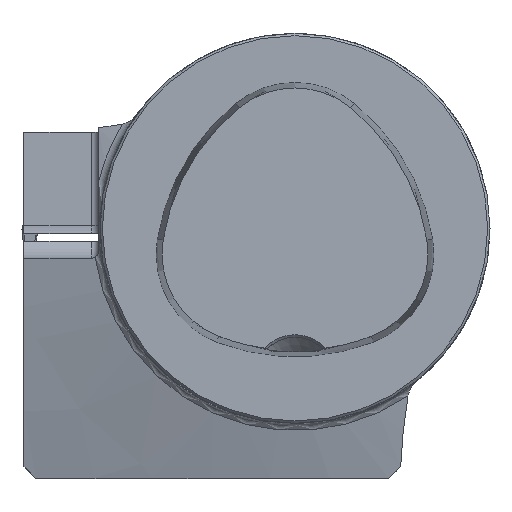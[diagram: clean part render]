
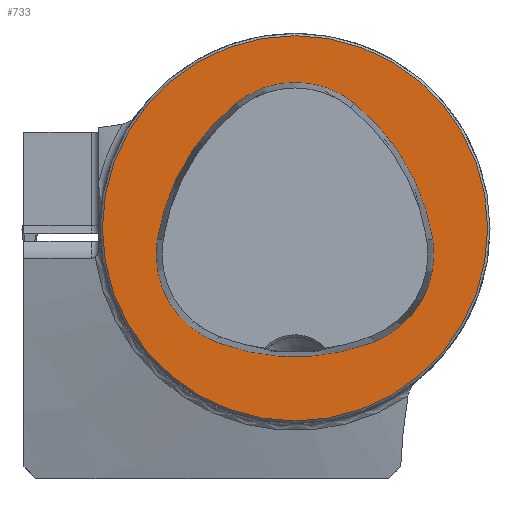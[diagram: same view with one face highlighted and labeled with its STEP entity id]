
A CAD part, top view. The second image highlights one B-rep face of the part: STEP entity #733.
In plain terms, the highlighted planar face has unit normal (0, 0, 1).
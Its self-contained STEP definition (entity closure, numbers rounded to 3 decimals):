
#157=FACE_BOUND('',#1062,.T.);
#158=FACE_BOUND('',#1063,.T.);
#245=PLANE('',#2969);
#733=ADVANCED_FACE('CU_FL_N1_SU_1',(#157,#158),#245,.T.);
#1062=EDGE_LOOP('',(#1483,#1484,#1485,#1486,#1487,#1488));
#1063=EDGE_LOOP('',(#1489));
#1215=CIRCLE('',#2960,28.075);
#1217=CIRCLE('',#2963,28.075);
#1218=CIRCLE('',#2964,12.075);
#1219=CIRCLE('',#2965,28.075);
#1220=CIRCLE('',#2966,12.075);
#1221=CIRCLE('',#2967,12.075);
#1222=CIRCLE('',#2968,24.7);
#1483=ORIENTED_EDGE('',*,*,#2515,.F.);
#1484=ORIENTED_EDGE('',*,*,#2516,.F.);
#1485=ORIENTED_EDGE('',*,*,#2517,.F.);
#1486=ORIENTED_EDGE('',*,*,#2518,.F.);
#1487=ORIENTED_EDGE('',*,*,#2512,.F.);
#1488=ORIENTED_EDGE('',*,*,#2519,.F.);
#1489=ORIENTED_EDGE('',*,*,#2520,.T.);
#2219=VERTEX_POINT('',#4500);
#2220=VERTEX_POINT('',#4502);
#2222=VERTEX_POINT('',#4508);
#2223=VERTEX_POINT('',#4509);
#2224=VERTEX_POINT('',#4511);
#2225=VERTEX_POINT('',#4513);
#2226=VERTEX_POINT('',#4517);
#2512=EDGE_CURVE('',#2219,#2220,#1215,.T.);
#2515=EDGE_CURVE('',#2222,#2223,#1217,.T.);
#2516=EDGE_CURVE('',#2224,#2222,#1218,.T.);
#2517=EDGE_CURVE('',#2225,#2224,#1219,.T.);
#2518=EDGE_CURVE('',#2220,#2225,#1220,.T.);
#2519=EDGE_CURVE('',#2223,#2219,#1221,.T.);
#2520=EDGE_CURVE('',#2226,#2226,#1222,.T.);
#2960=AXIS2_PLACEMENT_3D('',#4501,#3352,#3353);
#2963=AXIS2_PLACEMENT_3D('',#4507,#3359,#3360);
#2964=AXIS2_PLACEMENT_3D('',#4510,#3361,#3362);
#2965=AXIS2_PLACEMENT_3D('',#4512,#3363,#3364);
#2966=AXIS2_PLACEMENT_3D('',#4514,#3365,#3366);
#2967=AXIS2_PLACEMENT_3D('',#4515,#3367,#3368);
#2968=AXIS2_PLACEMENT_3D('',#4516,#3369,#3370);
#2969=AXIS2_PLACEMENT_3D('',#4518,#3371,#3372);
#3352=DIRECTION('',(0.,0.,1.));
#3353=DIRECTION('',(1.,0.,0.));
#3359=DIRECTION('',(0.,0.,1.));
#3360=DIRECTION('',(1.,0.,0.));
#3361=DIRECTION('',(0.,0.,1.));
#3362=DIRECTION('',(1.,0.,0.));
#3363=DIRECTION('',(0.,0.,1.));
#3364=DIRECTION('',(1.,0.,0.));
#3365=DIRECTION('',(0.,0.,1.));
#3366=DIRECTION('',(1.,0.,0.));
#3367=DIRECTION('',(0.,0.,1.));
#3368=DIRECTION('',(1.,0.,0.));
#3369=DIRECTION('',(0.,0.,1.));
#3370=DIRECTION('',(1.,0.,0.));
#3371=DIRECTION('',(0.,0.,1.));
#3372=DIRECTION('',(1.,0.,0.));
#4500=CARTESIAN_POINT('',(-10.05,-14.595,0.));
#4501=CARTESIAN_POINT('',(0.,11.62,0.));
#4502=CARTESIAN_POINT('',(10.05,-14.595,0.));
#4507=CARTESIAN_POINT('',(10.078,-5.807,0.));
#4508=CARTESIAN_POINT('',(-7.606,15.999,0.));
#4509=CARTESIAN_POINT('',(-17.656,-1.443,0.));
#4510=CARTESIAN_POINT('',(0.,6.62,0.));
#4511=CARTESIAN_POINT('',(7.606,15.999,0.));
#4512=CARTESIAN_POINT('',(-10.078,-5.807,0.));
#4513=CARTESIAN_POINT('',(17.656,-1.443,0.));
#4514=CARTESIAN_POINT('',(5.727,-3.32,0.));
#4515=CARTESIAN_POINT('',(-5.727,-3.32,0.));
#4516=CARTESIAN_POINT('',(0.,0.,0.));
#4517=CARTESIAN_POINT('',(24.7,0.,0.));
#4518=CARTESIAN_POINT('',(0.,0.,0.));
